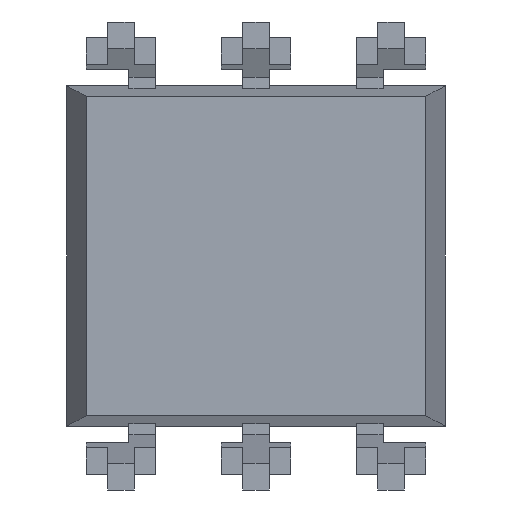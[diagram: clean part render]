
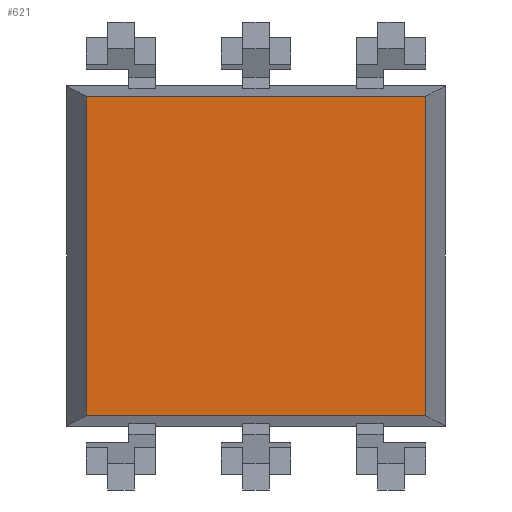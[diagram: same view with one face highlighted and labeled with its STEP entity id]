
A CAD part, front view. The second image highlights one B-rep face of the part: STEP entity #621.
In plain terms, the highlighted planar face has unit normal (0, -1, 0).
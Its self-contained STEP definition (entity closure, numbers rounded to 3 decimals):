
#621=ADVANCED_FACE('NONE',(#1738),#1739,.F.);
#1251=VERTEX_POINT('NONE',#2429);
#1255=VERTEX_POINT('NONE',#2433);
#1257=EDGE_CURVE('NONE',#1255,#1251,#2435,.T.);
#1277=VERTEX_POINT('NONE',#2455);
#1279=VERTEX_POINT('NONE',#2457);
#1281=EDGE_CURVE('NONE',#1277,#1279,#2459,.T.);
#1447=EDGE_CURVE('NONE',#1279,#1251,#2625,.T.);
#1449=EDGE_CURVE('NONE',#1277,#1255,#2627,.T.);
#1738=FACE_OUTER_BOUND('',#2906,.T.);
#1739=PLANE('',#2907);
#2429=CARTESIAN_POINT('',(-3.19,0.,3.0));
#2433=CARTESIAN_POINT('',(3.19,0.,3.0));
#2435=LINE('',#3882,#3883);
#2455=CARTESIAN_POINT('',(3.19,0.,-3.0));
#2457=CARTESIAN_POINT('',(-3.19,0.,-3.0));
#2459=LINE('',#3922,#3923);
#2625=LINE('',#4186,#4187);
#2627=LINE('',#4190,#4191);
#2906=EDGE_LOOP('',(#4877,#4878,#4879,#4880));
#2907=AXIS2_PLACEMENT_3D('',#4881,#4882,#4883);
#3882=CARTESIAN_POINT('',(3.56,0.,3.0));
#3883=VECTOR('',#5545,1000.0);
#3922=CARTESIAN_POINT('',(3.56,0.,-3.0));
#3923=VECTOR('',#5553,1000.0);
#4186=CARTESIAN_POINT('',(-3.19,0.,-4.4));
#4187=VECTOR('',#5602,1000.0);
#4190=CARTESIAN_POINT('',(3.19,0.,-4.4));
#4191=VECTOR('',#5603,1000.0);
#4877=ORIENTED_EDGE('',*,*,#1257,.T.);
#4878=ORIENTED_EDGE('',*,*,#1447,.F.);
#4879=ORIENTED_EDGE('',*,*,#1281,.F.);
#4880=ORIENTED_EDGE('',*,*,#1449,.T.);
#4881=CARTESIAN_POINT('',(3.56,0.,-3.0));
#4882=DIRECTION('',(0.0,1.0,0.));
#4883=DIRECTION('',(1.0,0.0,-0.0));
#5545=DIRECTION('',(-1.0,0.0,0.0));
#5553=DIRECTION('',(-1.0,0.0,0.0));
#5602=DIRECTION('',(0.0,0.0,1.0));
#5603=DIRECTION('',(0.0,0.0,1.0));
